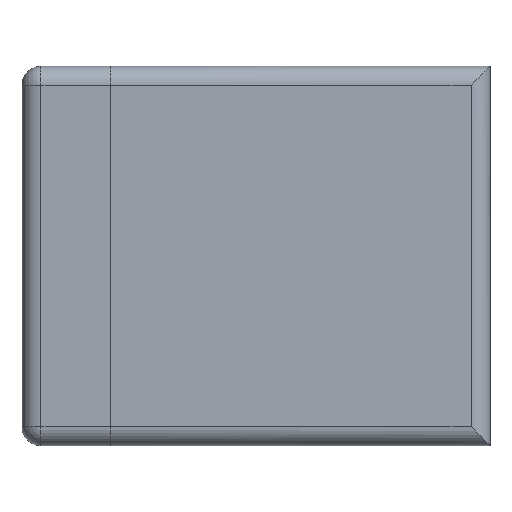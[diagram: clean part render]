
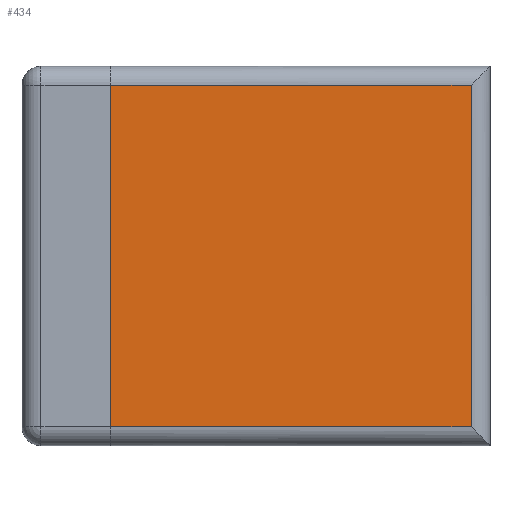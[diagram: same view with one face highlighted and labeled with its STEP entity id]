
A CAD part, front view. The second image highlights one B-rep face of the part: STEP entity #434.
In plain terms, the highlighted planar face has unit normal (0, -1, 0).
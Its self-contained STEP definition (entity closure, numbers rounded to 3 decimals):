
#434 = ADVANCED_FACE ( 'NONE', ( #8865 ), #4225, .T. ) ;
#788 = EDGE_CURVE ( 'NONE', #1512, #8360, #2074, .T. ) ;
#876 = CARTESIAN_POINT ( 'NONE',  ( 8.895, 0., -7.628 ) ) ;
#1512 = VERTEX_POINT ( 'NONE', #11822 ) ;
#2074 = LINE ( 'NONE', #5848, #9680 ) ;
#2139 = LINE ( 'NONE', #13129, #5980 ) ;
#3017 = CARTESIAN_POINT ( 'NONE',  ( 0., 0., 0. ) ) ;
#3460 = LINE ( 'NONE', #10657, #14322 ) ;
#3999 = VERTEX_POINT ( 'NONE', #876 ) ;
#4225 = PLANE ( 'NONE',  #9950 ) ;
#4676 = DIRECTION ( 'NONE',  ( 1., 0., 0. ) ) ;
#5122 = EDGE_LOOP ( 'NONE', ( #10882, #15669, #7549, #11528 ) ) ;
#5670 = DIRECTION ( 'NONE',  ( 0., 0., 1. ) ) ;
#5848 = CARTESIAN_POINT ( 'NONE',  ( -19.605, 0., 20.872 ) ) ;
#5980 = VECTOR ( 'NONE', #5670, 1000. ) ;
#6275 = EDGE_CURVE ( 'NONE', #3999, #12097, #2139, .T. ) ;
#6718 = EDGE_CURVE ( 'NONE', #1512, #3999, #3460, .T. ) ;
#7549 = ORIENTED_EDGE ( 'NONE', *, *, #788, .F. ) ;
#8252 = DIRECTION ( 'NONE',  ( 0., 0., 1. ) ) ;
#8360 = VERTEX_POINT ( 'NONE', #13431 ) ;
#8865 = FACE_OUTER_BOUND ( 'NONE', #5122, .T. ) ;
#9285 = CARTESIAN_POINT ( 'NONE',  ( 8.895, 0., 19.372 ) ) ;
#9647 = EDGE_CURVE ( 'NONE', #12097, #8360, #13035, .T. ) ;
#9680 = VECTOR ( 'NONE', #8252, 1000. ) ;
#9950 = AXIS2_PLACEMENT_3D ( 'NONE', #3017, #12707, #12623 ) ;
#10657 = CARTESIAN_POINT ( 'NONE',  ( 10.395, 0., -7.628 ) ) ;
#10882 = ORIENTED_EDGE ( 'NONE', *, *, #6275, .T. ) ;
#11528 = ORIENTED_EDGE ( 'NONE', *, *, #6718, .T. ) ;
#11822 = CARTESIAN_POINT ( 'NONE',  ( -19.605, 0., -7.628 ) ) ;
#12097 = VERTEX_POINT ( 'NONE', #9285 ) ;
#12623 = DIRECTION ( 'NONE',  ( 0., 0., -1. ) ) ;
#12707 = DIRECTION ( 'NONE',  ( 0., -1., 0. ) ) ;
#13035 = LINE ( 'NONE', #14316, #15353 ) ;
#13114 = DIRECTION ( 'NONE',  ( -1., 0., 0. ) ) ;
#13129 = CARTESIAN_POINT ( 'NONE',  ( 8.895, 0., 20.872 ) ) ;
#13431 = CARTESIAN_POINT ( 'NONE',  ( -19.605, 0., 19.372 ) ) ;
#14316 = CARTESIAN_POINT ( 'NONE',  ( -19.605, 0., 19.372 ) ) ;
#14322 = VECTOR ( 'NONE', #4676, 1000. ) ;
#15353 = VECTOR ( 'NONE', #13114, 1000. ) ;
#15669 = ORIENTED_EDGE ( 'NONE', *, *, #9647, .T. ) ;
